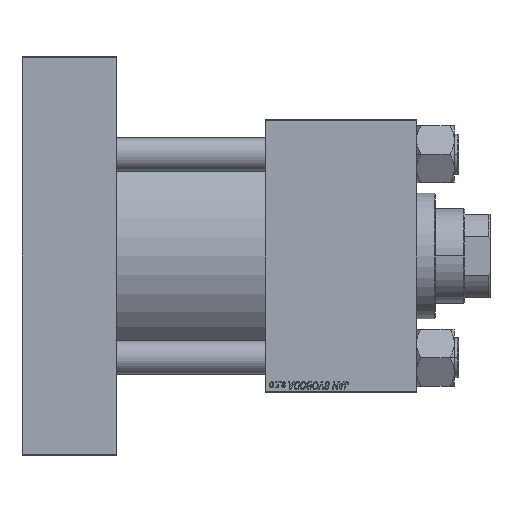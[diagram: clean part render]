
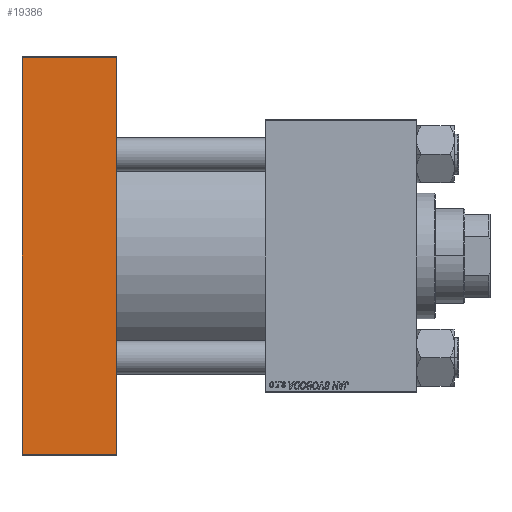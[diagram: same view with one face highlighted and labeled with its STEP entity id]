
A CAD part, front view. The second image highlights one B-rep face of the part: STEP entity #19386.
In plain terms, the highlighted planar face has unit normal (0, -1, 0).
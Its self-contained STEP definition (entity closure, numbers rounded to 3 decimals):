
#8 = VERTEX_POINT ( 'NONE', #8346 ) ;
#3251 = VECTOR ( 'NONE', #9985, 1000. ) ;
#3710 = ORIENTED_EDGE ( 'NONE', *, *, #23188, .T. ) ;
#7141 = VECTOR ( 'NONE', #44015, 1000. ) ;
#7979 = VERTEX_POINT ( 'NONE', #12992 ) ;
#8346 = CARTESIAN_POINT ( 'NONE',  ( 45., -65., -94.5 ) ) ;
#8635 = ORIENTED_EDGE ( 'NONE', *, *, #46946, .T. ) ;
#9985 = DIRECTION ( 'NONE',  ( 1., 0., 0. ) ) ;
#10538 = LINE ( 'NONE', #41915, #48119 ) ;
#11239 = DIRECTION ( 'NONE',  ( 0., 1., 0. ) ) ;
#12992 = CARTESIAN_POINT ( 'NONE',  ( 0., -65., 94.5 ) ) ;
#17457 = LINE ( 'NONE', #48594, #7141 ) ;
#19386 = ADVANCED_FACE ( 'NONE', ( #19626 ), #35207, .F. ) ;
#19626 = FACE_OUTER_BOUND ( 'NONE', #43652, .T. ) ;
#21108 = VERTEX_POINT ( 'NONE', #31630 ) ;
#22192 = LINE ( 'NONE', #22453, #3251 ) ;
#22453 = CARTESIAN_POINT ( 'NONE',  ( 45., -65., -94.5 ) ) ;
#23188 = EDGE_CURVE ( 'NONE', #7979, #21108, #28215, .T. ) ;
#23608 = EDGE_CURVE ( 'NONE', #26859, #8, #10538, .T. ) ;
#24777 = EDGE_CURVE ( 'NONE', #21108, #8, #22192, .T. ) ;
#26777 = DIRECTION ( 'NONE',  ( 0., 0., 1. ) ) ;
#26859 = VERTEX_POINT ( 'NONE', #40706 ) ;
#28215 = LINE ( 'NONE', #43800, #42449 ) ;
#31630 = CARTESIAN_POINT ( 'NONE',  ( 0., -65., -94.5 ) ) ;
#31833 = ORIENTED_EDGE ( 'NONE', *, *, #24777, .T. ) ;
#35207 = PLANE ( 'NONE',  #36516 ) ;
#36516 = AXIS2_PLACEMENT_3D ( 'NONE', #41854, #11239, #26777 ) ;
#38478 = ORIENTED_EDGE ( 'NONE', *, *, #23608, .F. ) ;
#39970 = DIRECTION ( 'NONE',  ( 0., 0., -1. ) ) ;
#40706 = CARTESIAN_POINT ( 'NONE',  ( 45., -65., 94.5 ) ) ;
#40906 = DIRECTION ( 'NONE',  ( 0., 0., -1. ) ) ;
#41854 = CARTESIAN_POINT ( 'NONE',  ( 45., -65., 95. ) ) ;
#41915 = CARTESIAN_POINT ( 'NONE',  ( 45., -65., 95. ) ) ;
#42449 = VECTOR ( 'NONE', #39970, 1000. ) ;
#43652 = EDGE_LOOP ( 'NONE', ( #3710, #31833, #38478, #8635 ) ) ;
#43800 = CARTESIAN_POINT ( 'NONE',  ( 0., -65., 95. ) ) ;
#44015 = DIRECTION ( 'NONE',  ( -1., 0., 0. ) ) ;
#46946 = EDGE_CURVE ( 'NONE', #26859, #7979, #17457, .T. ) ;
#48119 = VECTOR ( 'NONE', #40906, 1000. ) ;
#48594 = CARTESIAN_POINT ( 'NONE',  ( 45., -65., 94.5 ) ) ;
